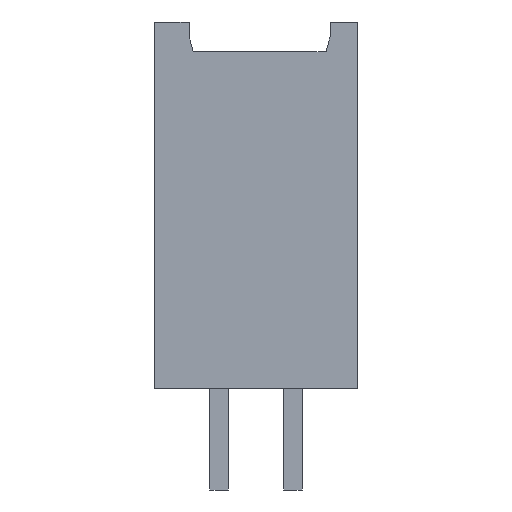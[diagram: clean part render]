
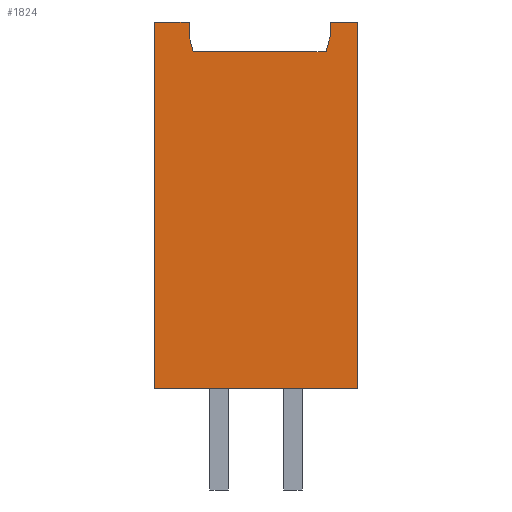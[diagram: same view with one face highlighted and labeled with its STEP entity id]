
A CAD part, left-side view. The second image highlights one B-rep face of the part: STEP entity #1824.
In plain terms, the highlighted planar face has unit normal (-1, 0, 0).
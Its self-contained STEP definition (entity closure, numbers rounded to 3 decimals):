
#133=DIRECTION('',(0.,0.259,-0.966));
#134=VECTOR('',#133,0.528);
#135=CARTESIAN_POINT('',(-6.225,-2.547,-0.51));
#136=LINE('',#135,#134);
#137=DIRECTION('',(0.,0.,-1.));
#138=VECTOR('',#137,0.51);
#139=CARTESIAN_POINT('',(-6.225,-2.547,0.));
#140=LINE('',#139,#138);
#141=DIRECTION('',(0.,-1.,0.));
#142=VECTOR('',#141,0.953);
#143=CARTESIAN_POINT('',(-6.225,-2.547,0.));
#144=LINE('',#143,#142);
#145=DIRECTION('',(0.,0.,-1.));
#146=VECTOR('',#145,12.6);
#147=CARTESIAN_POINT('',(-6.225,-3.5,0.));
#148=LINE('',#147,#146);
#149=DIRECTION('',(0.,1.,0.));
#150=VECTOR('',#149,7.);
#151=CARTESIAN_POINT('',(-6.225,-3.5,-12.6));
#152=LINE('',#151,#150);
#153=DIRECTION('',(0.,0.,1.));
#154=VECTOR('',#153,12.6);
#155=CARTESIAN_POINT('',(-6.225,3.5,-12.6));
#156=LINE('',#155,#154);
#157=DIRECTION('',(0.,-1.,0.));
#158=VECTOR('',#157,1.203);
#159=CARTESIAN_POINT('',(-6.225,3.5,0.));
#160=LINE('',#159,#158);
#161=DIRECTION('',(0.,0.,-1.));
#162=VECTOR('',#161,0.51);
#163=CARTESIAN_POINT('',(-6.225,2.297,0.));
#164=LINE('',#163,#162);
#165=DIRECTION('',(0.,0.259,0.966));
#166=VECTOR('',#165,0.528);
#167=CARTESIAN_POINT('',(-6.225,2.16,-1.02));
#168=LINE('',#167,#166);
#169=DIRECTION('',(0.,1.,0.));
#170=VECTOR('',#169,4.57);
#171=CARTESIAN_POINT('',(-6.225,-2.41,-1.02));
#172=LINE('',#171,#170);
#1385=CARTESIAN_POINT('',(-6.225,-3.5,0.));
#1386=CARTESIAN_POINT('',(-6.225,-3.5,-12.6));
#1387=VERTEX_POINT('',#1385);
#1388=VERTEX_POINT('',#1386);
#1389=CARTESIAN_POINT('',(-6.225,3.5,-12.6));
#1390=VERTEX_POINT('',#1389);
#1391=CARTESIAN_POINT('',(-6.225,3.5,0.));
#1392=VERTEX_POINT('',#1391);
#1425=CARTESIAN_POINT('',(-6.225,-2.547,-0.51));
#1426=CARTESIAN_POINT('',(-6.225,-2.41,-1.02));
#1427=VERTEX_POINT('',#1425);
#1428=VERTEX_POINT('',#1426);
#1429=CARTESIAN_POINT('',(-6.225,2.16,-1.02));
#1430=VERTEX_POINT('',#1429);
#1431=CARTESIAN_POINT('',(-6.225,2.297,-0.51));
#1432=VERTEX_POINT('',#1431);
#1433=CARTESIAN_POINT('',(-6.225,2.297,0.));
#1434=VERTEX_POINT('',#1433);
#1435=CARTESIAN_POINT('',(-6.225,-2.547,0.));
#1436=VERTEX_POINT('',#1435);
#1797=CARTESIAN_POINT('',(-6.225,0.,0.));
#1798=DIRECTION('',(1.,0.,0.));
#1799=DIRECTION('',(0.,0.,-1.));
#1800=AXIS2_PLACEMENT_3D('',#1797,#1798,#1799);
#1801=PLANE('',#1800);
#1803=ORIENTED_EDGE('',*,*,#1802,.F.);
#1805=ORIENTED_EDGE('',*,*,#1804,.F.);
#1807=ORIENTED_EDGE('',*,*,#1806,.T.);
#1809=ORIENTED_EDGE('',*,*,#1808,.T.);
#1811=ORIENTED_EDGE('',*,*,#1810,.T.);
#1813=ORIENTED_EDGE('',*,*,#1812,.T.);
#1815=ORIENTED_EDGE('',*,*,#1814,.T.);
#1817=ORIENTED_EDGE('',*,*,#1816,.T.);
#1819=ORIENTED_EDGE('',*,*,#1818,.F.);
#1821=ORIENTED_EDGE('',*,*,#1820,.F.);
#1822=EDGE_LOOP('',(#1803,#1805,#1807,#1809,#1811,#1813,#1815,#1817,#1819,
#1821));
#1823=FACE_OUTER_BOUND('',#1822,.F.);
#1824=ADVANCED_FACE('',(#1823),#1801,.F.);
#1802=EDGE_CURVE('',#1427,#1428,#136,.T.);
#1804=EDGE_CURVE('',#1436,#1427,#140,.T.);
#1806=EDGE_CURVE('',#1436,#1387,#144,.T.);
#1808=EDGE_CURVE('',#1387,#1388,#148,.T.);
#1810=EDGE_CURVE('',#1388,#1390,#152,.T.);
#1812=EDGE_CURVE('',#1390,#1392,#156,.T.);
#1814=EDGE_CURVE('',#1392,#1434,#160,.T.);
#1816=EDGE_CURVE('',#1434,#1432,#164,.T.);
#1818=EDGE_CURVE('',#1430,#1432,#168,.T.);
#1820=EDGE_CURVE('',#1428,#1430,#172,.T.);
